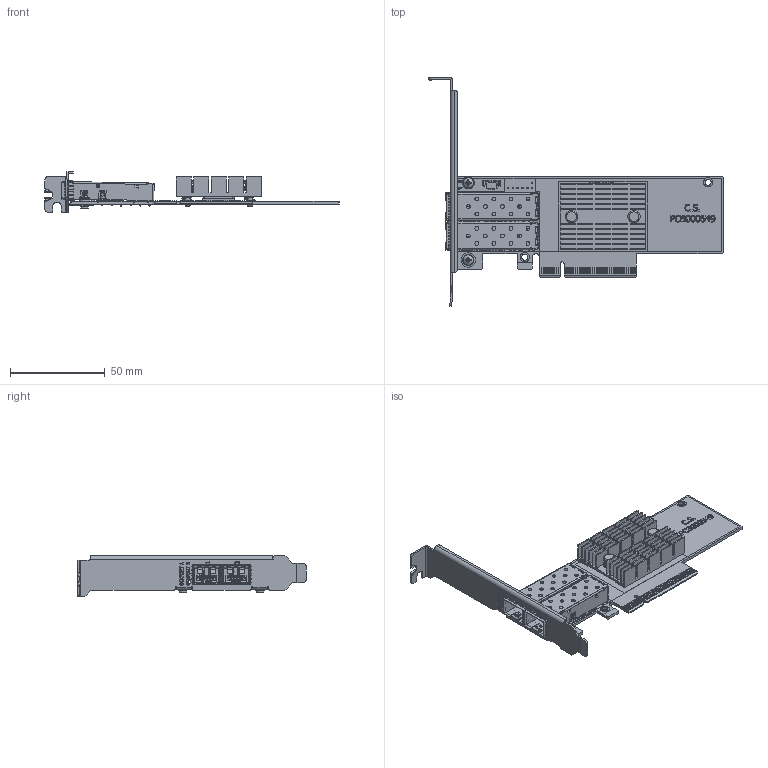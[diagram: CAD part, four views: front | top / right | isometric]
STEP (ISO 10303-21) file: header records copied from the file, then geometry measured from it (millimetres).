
FILE_DESCRIPTION(/* description */ ('HAWK-EYE CX3 BASED HCA PCB'),/* implementation_level */ '2;1');
FILE_NAME(/* name */ 'MCX312B-XCCT_A702.stp',/* time_stamp */ '2016-03-31T15:01:57+03:00',/* author */ ('yossin'),/* organization */ (''),/* preprocessor_version */ 'ST-DEVELOPER v16.1',/* originating_system */ 'Autodesk Inventor 2016',/* authorisation */ '');
FILE_SCHEMA (('AUTOMOTIVE_DESIGN { 1 0 10303 214 3 1 1 }'));
Products named in the file (18): PCB000549; ACC000083_tyco; CON000114; LED000015; CX3 CHIP; 102990162; SFG000735; HSK000014; MEC005242; MEC005242_Conical_Sping; MEC005242_Conical_Sping_Closed_state; MEC005242_1; SFG000735_DRW1; MEC005078; 303252022; #133187; SCR000104; SFG000735_DRW2
Assembly tree (22 placements, depth 4):
  SFG000735_DRW2
    SFG000735_DRW1
      SFG000735
        PCB000549
        ACC000083_tyco  x2
        CON000114  x2
        LED000015  x2
        CX3 CHIP
        102990162
      HSK000014
      MEC005242_1
        MEC005242
        MEC005242_Conical_Sping
        MEC005242_Conical_Sping_Closed_state
    MEC005078
    SCR000104  x2
      303252022
      #133187
    MEC005242_1
      MEC005242
      MEC005242_Conical_Sping
      MEC005242_Conical_Sping_Closed_state
Bounding box: 155.66 x 121.05 x 21.59 mm (x, y, z)
Volume: 20773.7 mm3; surface area: 45056.7 mm2
Topology: 119 solids, 119 shells, 5535 faces, 14962 edges, 9855 vertices
Faces by surface type: plane 3832, cylinder 1108, bspline 503, cone 44, torus 38, sphere 10
Full cylindrical faces by diameter (mm): 0.5 x4, 0.85 x9, 0.95 x18, 1.05 x20, 1.4 x2, 1.55 x4, 2 x36, 2.27 x2, 2.8 x2, 2.845 x2, 2.95 x2, 3.175 x4, 3.2 x2, 4 x4, 4.9 x2, 5.563 x2, 6.2 x2, 7.62 x2, 10 x2
Entity records: 133276 total; most frequent: CARTESIAN_POINT 30944, ORIENTED_EDGE 21562, DIRECTION 18419, EDGE_CURVE 10781, LINE 8327, VECTOR 8327, VERTEX_POINT 7189, AXIS2_PLACEMENT_3D 5046
